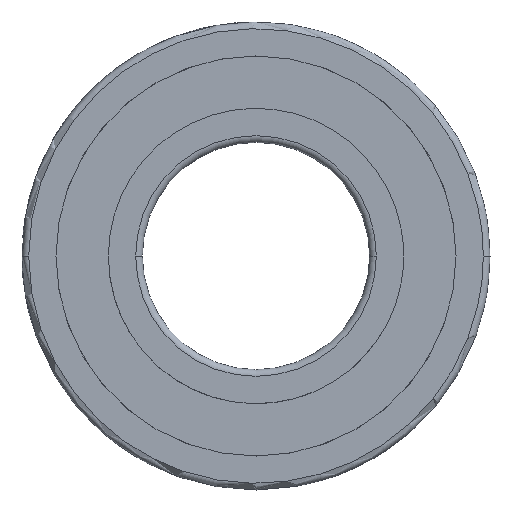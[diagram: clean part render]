
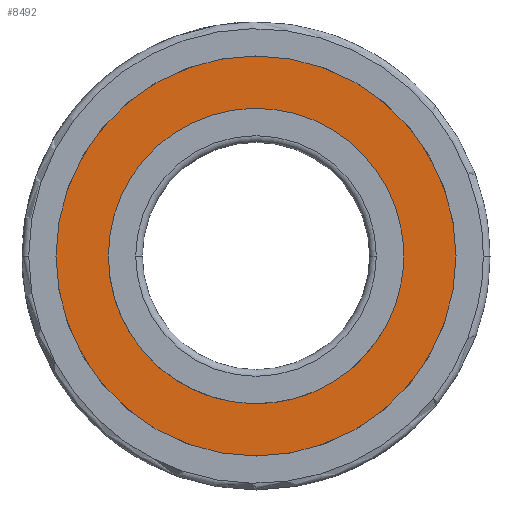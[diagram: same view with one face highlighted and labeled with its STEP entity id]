
A CAD part, left-side view. The second image highlights one B-rep face of the part: STEP entity #8492.
In plain terms, the highlighted planar face has unit normal (-1, 0, 0).
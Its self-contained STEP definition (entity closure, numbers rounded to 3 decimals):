
#8375=CARTESIAN_POINT('Vertex',(-4.75,-11.043,0.)) ;
#8382=CARTESIAN_POINT('Vertex',(-4.75,11.043,0.)) ;
#8385=CARTESIAN_POINT('Axis2P3D Location',(-4.75,0.,0.)) ;
#8397=CARTESIAN_POINT('Axis2P3D Location',(-4.75,0.,0.)) ;
#8403=CARTESIAN_POINT('Control Point',(-4.75,-14.957,0.)) ;
#8404=CARTESIAN_POINT('Control Point',(-4.75,-14.957,-1.516)) ;
#8405=CARTESIAN_POINT('Control Point',(-4.75,-14.766,-3.031)) ;
#8406=CARTESIAN_POINT('Control Point',(-4.75,-14.381,-4.515)) ;
#8407=CARTESIAN_POINT('Control Point',(-4.75,-13.246,-7.352)) ;
#8408=CARTESIAN_POINT('Control Point',(-4.75,-11.439,-9.816)) ;
#8409=CARTESIAN_POINT('Control Point',(-4.75,-10.384,-10.927)) ;
#8410=CARTESIAN_POINT('Control Point',(-4.75,-8.014,-12.856)) ;
#8411=CARTESIAN_POINT('Control Point',(-4.75,-5.239,-14.134)) ;
#8412=CARTESIAN_POINT('Control Point',(-4.75,-3.777,-14.593)) ;
#8413=CARTESIAN_POINT('Control Point',(-4.75,-0.768,-15.13)) ;
#8414=CARTESIAN_POINT('Control Point',(-4.75,2.279,-14.9)) ;
#8415=CARTESIAN_POINT('Control Point',(-4.75,3.779,-14.592)) ;
#8416=CARTESIAN_POINT('Control Point',(-4.75,6.67,-13.602)) ;
#8417=CARTESIAN_POINT('Control Point',(-4.75,9.223,-11.922)) ;
#8418=CARTESIAN_POINT('Control Point',(-4.75,10.386,-10.925)) ;
#8419=CARTESIAN_POINT('Control Point',(-4.75,12.433,-8.656)) ;
#8420=CARTESIAN_POINT('Control Point',(-4.75,13.85,-5.949)) ;
#8421=CARTESIAN_POINT('Control Point',(-4.75,14.382,-4.512)) ;
#8422=CARTESIAN_POINT('Control Point',(-4.75,14.796,-2.725)) ;
#8423=CARTESIAN_POINT('Control Point',(-4.75,14.934,-0.911)) ;
#8424=CARTESIAN_POINT('Control Point',(-4.75,14.95,-0.607)) ;
#8425=CARTESIAN_POINT('Control Point',(-4.75,14.957,-0.304)) ;
#8426=CARTESIAN_POINT('Control Point',(-4.75,14.957,0.)) ;
#8427=CARTESIAN_POINT('Vertex',(-4.75,-14.958,0.)) ;
#8429=CARTESIAN_POINT('Vertex',(-4.75,14.958,0.)) ;
#8433=CARTESIAN_POINT('Control Point',(-4.75,14.957,0.)) ;
#8434=CARTESIAN_POINT('Control Point',(-4.75,14.957,1.516)) ;
#8435=CARTESIAN_POINT('Control Point',(-4.75,14.766,3.031)) ;
#8436=CARTESIAN_POINT('Control Point',(-4.75,14.381,4.515)) ;
#8437=CARTESIAN_POINT('Control Point',(-4.75,13.246,7.352)) ;
#8438=CARTESIAN_POINT('Control Point',(-4.75,11.439,9.816)) ;
#8439=CARTESIAN_POINT('Control Point',(-4.75,10.384,10.927)) ;
#8440=CARTESIAN_POINT('Control Point',(-4.75,8.014,12.856)) ;
#8441=CARTESIAN_POINT('Control Point',(-4.75,5.239,14.134)) ;
#8442=CARTESIAN_POINT('Control Point',(-4.75,3.777,14.593)) ;
#8443=CARTESIAN_POINT('Control Point',(-4.75,0.768,15.13)) ;
#8444=CARTESIAN_POINT('Control Point',(-4.75,-2.279,14.9)) ;
#8445=CARTESIAN_POINT('Control Point',(-4.75,-3.779,14.592)) ;
#8446=CARTESIAN_POINT('Control Point',(-4.75,-6.67,13.602)) ;
#8447=CARTESIAN_POINT('Control Point',(-4.75,-9.223,11.922)) ;
#8448=CARTESIAN_POINT('Control Point',(-4.75,-10.386,10.925)) ;
#8449=CARTESIAN_POINT('Control Point',(-4.75,-12.433,8.656)) ;
#8450=CARTESIAN_POINT('Control Point',(-4.75,-13.85,5.949)) ;
#8451=CARTESIAN_POINT('Control Point',(-4.75,-14.382,4.512)) ;
#8452=CARTESIAN_POINT('Control Point',(-4.75,-14.796,2.725)) ;
#8453=CARTESIAN_POINT('Control Point',(-4.75,-14.934,0.911)) ;
#8454=CARTESIAN_POINT('Control Point',(-4.75,-14.95,0.607)) ;
#8455=CARTESIAN_POINT('Control Point',(-4.75,-14.957,0.304)) ;
#8456=CARTESIAN_POINT('Control Point',(-4.75,-14.957,0.)) ;
#8463=CARTESIAN_POINT('Control Point',(-4.75,11.043,0.)) ;
#8464=CARTESIAN_POINT('Control Point',(-4.75,11.043,1.14)) ;
#8465=CARTESIAN_POINT('Control Point',(-4.75,10.896,2.279)) ;
#8466=CARTESIAN_POINT('Control Point',(-4.75,10.601,3.393)) ;
#8467=CARTESIAN_POINT('Control Point',(-4.75,9.733,5.521)) ;
#8468=CARTESIAN_POINT('Control Point',(-4.75,8.352,7.358)) ;
#8469=CARTESIAN_POINT('Control Point',(-4.75,7.547,8.182)) ;
#8470=CARTESIAN_POINT('Control Point',(-4.75,5.742,9.604)) ;
#8471=CARTESIAN_POINT('Control Point',(-4.75,3.635,10.521)) ;
#8472=CARTESIAN_POINT('Control Point',(-4.75,2.527,10.841)) ;
#8473=CARTESIAN_POINT('Control Point',(-4.75,0.255,11.187)) ;
#8474=CARTESIAN_POINT('Control Point',(-4.75,-2.03,10.945)) ;
#8475=CARTESIAN_POINT('Control Point',(-4.75,-3.151,10.676)) ;
#8476=CARTESIAN_POINT('Control Point',(-4.75,-5.297,9.856)) ;
#8477=CARTESIAN_POINT('Control Point',(-4.75,-7.166,8.518)) ;
#8478=CARTESIAN_POINT('Control Point',(-4.75,-8.008,7.732)) ;
#8479=CARTESIAN_POINT('Control Point',(-4.75,-9.471,5.959)) ;
#8480=CARTESIAN_POINT('Control Point',(-4.75,-10.436,3.874)) ;
#8481=CARTESIAN_POINT('Control Point',(-4.75,-10.78,2.774)) ;
#8482=CARTESIAN_POINT('Control Point',(-4.75,-10.997,1.542)) ;
#8483=CARTESIAN_POINT('Control Point',(-4.75,-11.039,0.303)) ;
#8484=CARTESIAN_POINT('Control Point',(-4.75,-11.041,0.202)) ;
#8485=CARTESIAN_POINT('Control Point',(-4.75,-11.043,0.101)) ;
#8486=CARTESIAN_POINT('Control Point',(-4.75,-11.043,0.)) ;
#8386=DIRECTION('Axis2P3D Direction',(1.,0.,0.)) ;
#8398=DIRECTION('Axis2P3D Direction',(1.,0.,0.)) ;
#8399=DIRECTION('Axis2P3D XDirection',(0.,-1.,0.)) ;
#8387=AXIS2_PLACEMENT_3D('Circle Axis2P3D',#8385,#8386,$) ;
#8400=AXIS2_PLACEMENT_3D('Plane Axis2P3D',#8397,#8398,#8399) ;
#8459=ORIENTED_EDGE('',*,*,#8431,.F.) ;
#8460=ORIENTED_EDGE('',*,*,#8457,.F.) ;
#8489=ORIENTED_EDGE('',*,*,#8389,.T.) ;
#8490=ORIENTED_EDGE('',*,*,#8487,.T.) ;
#8491=FACE_BOUND('',#8488,.T.) ;
#8492=ADVANCED_FACE('',(#8461,#8491),#8401,.F.) ;
#8402=B_SPLINE_CURVE_WITH_KNOTS('',5,(#8403,#8404,#8405,#8406,#8407,#8408,#8409,#8410,#8411,#8412,#8413,#8414,#8415,#8416,#8417,#8418,#8419,#8420,#8421,#8422,#8423,#8424,#8425,#8426),.UNSPECIFIED.,.F.,.U.,(6,3,3,3,3,3,3,6),(0.,10.718,21.436,32.153,42.871,53.589,64.307,66.453),.UNSPECIFIED.) ;
#8432=B_SPLINE_CURVE_WITH_KNOTS('',5,(#8433,#8434,#8435,#8436,#8437,#8438,#8439,#8440,#8441,#8442,#8443,#8444,#8445,#8446,#8447,#8448,#8449,#8450,#8451,#8452,#8453,#8454,#8455,#8456),.UNSPECIFIED.,.F.,.U.,(6,3,3,3,3,3,3,6),(0.,10.718,21.436,32.153,42.871,53.589,64.307,66.453),.UNSPECIFIED.) ;
#8462=B_SPLINE_CURVE_WITH_KNOTS('',5,(#8463,#8464,#8465,#8466,#8467,#8468,#8469,#8470,#8471,#8472,#8473,#8474,#8475,#8476,#8477,#8478,#8479,#8480,#8481,#8482,#8483,#8484,#8485,#8486),.UNSPECIFIED.,.F.,.U.,(6,3,3,3,3,3,3,6),(0.,8.058,16.116,24.173,32.231,40.289,48.347,49.06),.UNSPECIFIED.) ;
#8388=CIRCLE('generated circle',#8387,11.043) ;
#8389=EDGE_CURVE('',#8376,#8383,#8388,.T.) ;
#8431=EDGE_CURVE('',#8428,#8430,#8402,.T.) ;
#8457=EDGE_CURVE('',#8430,#8428,#8432,.T.) ;
#8487=EDGE_CURVE('',#8383,#8376,#8462,.T.) ;
#8458=EDGE_LOOP('',(#8459,#8460)) ;
#8488=EDGE_LOOP('',(#8489,#8490)) ;
#8461=FACE_OUTER_BOUND('',#8458,.T.) ;
#8401=PLANE('Plane',#8400) ;
#8376=VERTEX_POINT('',#8375) ;
#8383=VERTEX_POINT('',#8382) ;
#8428=VERTEX_POINT('',#8427) ;
#8430=VERTEX_POINT('',#8429) ;
